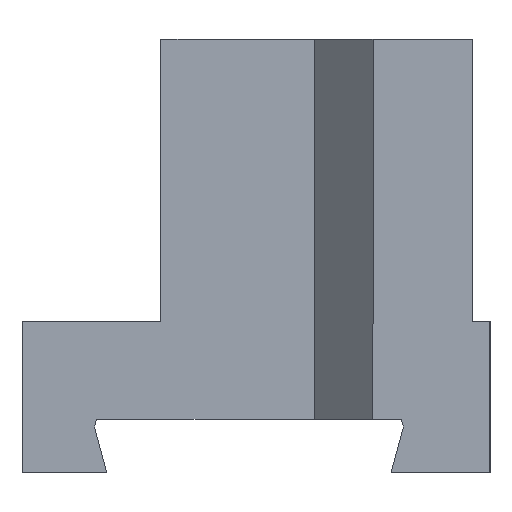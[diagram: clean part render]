
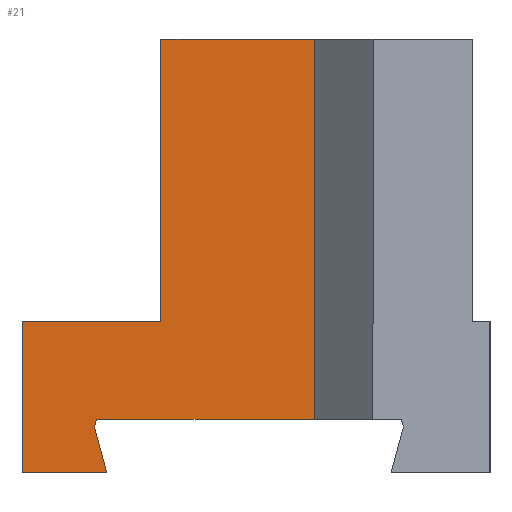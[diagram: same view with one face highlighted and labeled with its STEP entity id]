
A CAD part, left-side view. The second image highlights one B-rep face of the part: STEP entity #21.
In plain terms, the highlighted planar face has unit normal (-1, 0, 0).
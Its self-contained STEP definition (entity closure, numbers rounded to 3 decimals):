
#2 = ORIENTED_EDGE ( 'NONE', *, *, #375, .F. ) ;
#6 = LINE ( 'NONE', #495, #423 ) ;
#11 = CARTESIAN_POINT ( 'NONE',  ( -54., 30.25, -15.5 ) ) ;
#14 = LINE ( 'NONE', #394, #548 ) ;
#16 = DIRECTION ( 'NONE',  ( 0., -1., 0. ) ) ;
#21 = ADVANCED_FACE ( 'NONE', ( #390 ), #316, .F. ) ;
#34 = DIRECTION ( 'NONE',  ( 0., 0., 1. ) ) ;
#39 = EDGE_CURVE ( 'NONE', #302, #397, #613, .T. ) ;
#42 = CARTESIAN_POINT ( 'NONE',  ( -54., 30.25, 0. ) ) ;
#48 = ORIENTED_EDGE ( 'NONE', *, *, #156, .F. ) ;
#50 = ORIENTED_EDGE ( 'NONE', *, *, #469, .F. ) ;
#64 = DIRECTION ( 'NONE',  ( 0., 0., 1. ) ) ;
#81 = CARTESIAN_POINT ( 'NONE',  ( -54., 22.814, -10.8 ) ) ;
#107 = VECTOR ( 'NONE', #34, 1000. ) ;
#112 = CARTESIAN_POINT ( 'NONE',  ( -54., 30.25, 0. ) ) ;
#115 = VECTOR ( 'NONE', #546, 1000. ) ;
#156 = EDGE_CURVE ( 'NONE', #393, #617, #570, .T. ) ;
#157 = CARTESIAN_POINT ( 'NONE',  ( -54., 0.25, -10. ) ) ;
#159 = CARTESIAN_POINT ( 'NONE',  ( -54., 16., 29. ) ) ;
#176 = LINE ( 'NONE', #628, #514 ) ;
#179 = CARTESIAN_POINT ( 'NONE',  ( -54., 21.554, -15.5 ) ) ;
#192 = DIRECTION ( 'NONE',  ( 0., 0., 1. ) ) ;
#204 = VECTOR ( 'NONE', #64, 1000. ) ;
#233 = CARTESIAN_POINT ( 'NONE',  ( -54., 21.554, -15.5 ) ) ;
#251 = VERTEX_POINT ( 'NONE', #159 ) ;
#264 = VERTEX_POINT ( 'NONE', #157 ) ;
#270 = VECTOR ( 'NONE', #529, 1000. ) ;
#287 = DIRECTION ( 'NONE',  ( 0., 1., 0. ) ) ;
#293 = DIRECTION ( 'NONE',  ( 0., 0., -1. ) ) ;
#299 = CARTESIAN_POINT ( 'NONE',  ( -54., 0.25, 29. ) ) ;
#301 = VECTOR ( 'NONE', #426, 1000. ) ;
#302 = VERTEX_POINT ( 'NONE', #11 ) ;
#304 = CARTESIAN_POINT ( 'NONE',  ( -54., 16., 0. ) ) ;
#309 = EDGE_CURVE ( 'NONE', #638, #251, #6, .T. ) ;
#316 = PLANE ( 'NONE',  #364 ) ;
#336 = CARTESIAN_POINT ( 'NONE',  ( -54., 22.599, -10. ) ) ;
#343 = DIRECTION ( 'NONE',  ( 0., -1., 0. ) ) ;
#344 = VECTOR ( 'NONE', #287, 1000. ) ;
#363 = CARTESIAN_POINT ( 'NONE',  ( -54., 0.25, -53.156 ) ) ;
#364 = AXIS2_PLACEMENT_3D ( 'NONE', #363, #466, #293 ) ;
#375 = EDGE_CURVE ( 'NONE', #617, #527, #622, .T. ) ;
#390 = FACE_OUTER_BOUND ( 'NONE', #621, .T. ) ;
#393 = VERTEX_POINT ( 'NONE', #431 ) ;
#394 = CARTESIAN_POINT ( 'NONE',  ( -54., 16., 0. ) ) ;
#397 = VERTEX_POINT ( 'NONE', #112 ) ;
#400 = LINE ( 'NONE', #586, #115 ) ;
#423 = VECTOR ( 'NONE', #192, 1000. ) ;
#426 = DIRECTION ( 'NONE',  ( 0., 0.259, -0.966 ) ) ;
#431 = CARTESIAN_POINT ( 'NONE',  ( -54., 22.599, -10. ) ) ;
#461 = CARTESIAN_POINT ( 'NONE',  ( -54., 22.814, -10.8 ) ) ;
#466 = DIRECTION ( 'NONE',  ( 1., 0., 0. ) ) ;
#469 = EDGE_CURVE ( 'NONE', #264, #393, #612, .T. ) ;
#471 = LINE ( 'NONE', #484, #204 ) ;
#475 = EDGE_CURVE ( 'NONE', #264, #565, #471, .T. ) ;
#484 = CARTESIAN_POINT ( 'NONE',  ( -54., 0.25, -53.156 ) ) ;
#495 = CARTESIAN_POINT ( 'NONE',  ( -54., 16., 29. ) ) ;
#514 = VECTOR ( 'NONE', #16, 1000. ) ;
#527 = VERTEX_POINT ( 'NONE', #233 ) ;
#528 = ORIENTED_EDGE ( 'NONE', *, *, #475, .T. ) ;
#529 = DIRECTION ( 'NONE',  ( 0., -0.259, -0.966 ) ) ;
#545 = ORIENTED_EDGE ( 'NONE', *, *, #595, .F. ) ;
#546 = DIRECTION ( 'NONE',  ( 0., -1., 0. ) ) ;
#548 = VECTOR ( 'NONE', #343, 1000. ) ;
#553 = EDGE_CURVE ( 'NONE', #397, #638, #14, .T. ) ;
#565 = VERTEX_POINT ( 'NONE', #299 ) ;
#570 = LINE ( 'NONE', #461, #301 ) ;
#586 = CARTESIAN_POINT ( 'NONE',  ( -54., 0.25, 29. ) ) ;
#588 = ORIENTED_EDGE ( 'NONE', *, *, #309, .F. ) ;
#592 = ORIENTED_EDGE ( 'NONE', *, *, #553, .F. ) ;
#595 = EDGE_CURVE ( 'NONE', #251, #565, #400, .T. ) ;
#600 = EDGE_CURVE ( 'NONE', #302, #527, #176, .T. ) ;
#607 = ORIENTED_EDGE ( 'NONE', *, *, #39, .F. ) ;
#612 = LINE ( 'NONE', #336, #344 ) ;
#613 = LINE ( 'NONE', #42, #107 ) ;
#617 = VERTEX_POINT ( 'NONE', #81 ) ;
#621 = EDGE_LOOP ( 'NONE', ( #528, #545, #588, #592, #607, #627, #2, #48, #50 ) ) ;
#622 = LINE ( 'NONE', #179, #270 ) ;
#627 = ORIENTED_EDGE ( 'NONE', *, *, #600, .T. ) ;
#628 = CARTESIAN_POINT ( 'NONE',  ( -54., 0.25, -15.5 ) ) ;
#638 = VERTEX_POINT ( 'NONE', #304 ) ;
